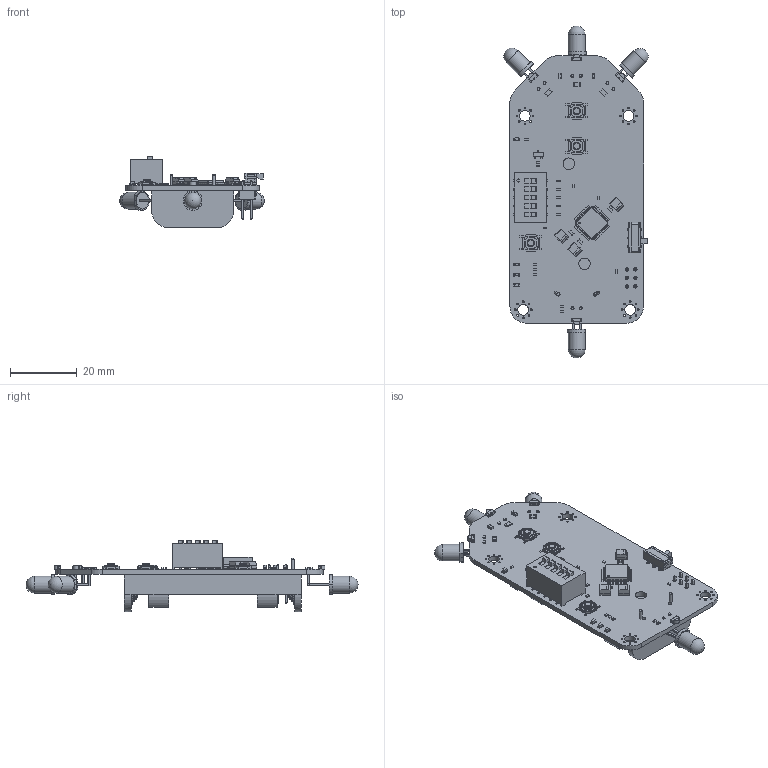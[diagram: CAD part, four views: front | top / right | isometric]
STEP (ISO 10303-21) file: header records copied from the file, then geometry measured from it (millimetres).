
FILE_DESCRIPTION(('KiCad electronic assembly'),'2;1');
FILE_NAME('Start_Stop_Remote.step','2025-11-25T16:31:39',('Pcbnew'),( 'Kicad'),'Open CASCADE STEP processor 7.8','KiCad to STEP converter' ,'Unknown');
FILE_SCHEMA(('AUTOMOTIVE_DESIGN { 1 0 10303 214 1 1 1 1 }'));
Length unit declared in the file: millimetre
Products named in the file (16): Start_Stop_Remote 1; LTST-S326KGJRKT; R_0402_1005Metric; TS-1187A-B-A-B; CP_EIA-3528-21_Kemet-B; SW_DIP_SPSTx05_Slide_9.78x14.88mm_W8.61mm_P2.54mm; LED_0603_1608Metric; SW_CK_JS202011AQN_DPDT_Angled; C_0603_1608Metric; R_0805_2012Metric; LQFP-32_7x7mm_P0.8mm; SOT-23; LED_D5.0mm_Horizontal_O6.35mm_Z3.0mm; PinHeader_2x03_P2.54mm_Vertical; BatteryHolder_Keystone_2468_2xAAA; Start_Stop_Remote_PCB
Assembly tree (50 placements, depth 2):
  Start_Stop_Remote 1
    LTST-S326KGJRKT  x4
    R_0402_1005Metric  x17
    TS-1187A-B-A-B  x3
    CP_EIA-3528-21_Kemet-B  x3
    SW_DIP_SPSTx05_Slide_9.78x14.88mm_W8.61mm_P2.54mm
    LED_0603_1608Metric  x4
    SW_CK_JS202011AQN_DPDT_Angled
    C_0603_1608Metric  x5
    R_0805_2012Metric  x3
    LQFP-32_7x7mm_P0.8mm
    SOT-23
    LED_D5.0mm_Horizontal_O6.35mm_Z3.0mm  x4
    PinHeader_2x03_P2.54mm_Vertical
    BatteryHolder_Keystone_2468_2xAAA
    Start_Stop_Remote_PCB
Bounding box: 43.21 x 99.35 x 21.38 mm (x, y, z)
Volume: 10176.9 mm3; surface area: 14827.3 mm2
Topology: 97 solids, 97 shells, 3705 faces, 9510 edges, 5992 vertices
Faces by surface type: plane 2446, cylinder 1017, bspline 110, sphere 76, torus 54, revolution 2
Full cylindrical faces by diameter (mm): 0.02 x1, 0.5 x33, 0.8 x2, 0.9 x14, 1 x6, 1.02 x2, 1.4 x2, 2.8 x4, 3.2 x4, 3.45 x2, 3.5 x2, 4.2 x4, 5 x4, 5.6 x4, 7 x2
Entity records: 67707 total; most frequent: CARTESIAN_POINT 11513, ORIENTED_EDGE 9576, DIRECTION 9322, EDGE_CURVE 4788, LINE 3718, VECTOR 3718, VERTEX_POINT 3040, AXIS2_PLACEMENT_3D 2801
